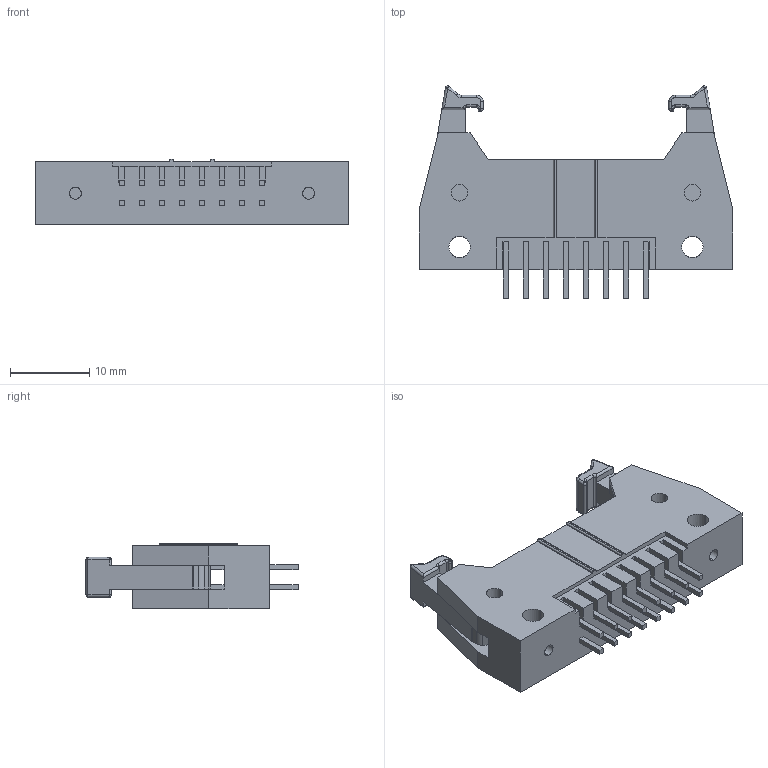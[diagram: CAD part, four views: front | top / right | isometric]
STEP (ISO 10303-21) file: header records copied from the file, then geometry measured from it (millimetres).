
FILE_DESCRIPTION (( 'STEP AP214' ), '1' );
FILE_NAME ('User Library-SCM-16.STEP', '2020-10-10T21:21:50', ( '' ), ( '' ), 'SwSTEP 2.0', 'SolidWorks 2020', '' );
FILE_SCHEMA (( 'AUTOMOTIVE_DESIGN' ));
Length unit declared in the file: millimetre
Products named in the file (3): Imported_2; Imported; User Library-SCM-16
Assembly tree (2 placements, depth 2):
  User Library-SCM-16
    Imported
    Imported_2
Bounding box: 39.62 x 26.84 x 8.3 mm (x, y, z)
Volume: 2906.3 mm3; surface area: 4122.7 mm2
Topology: 3 solids, 3 shells, 443 faces, 1158 edges, 736 vertices
Faces by surface type: plane 319, cylinder 96, bspline 28
Entity records: 19238 total; most frequent: CARTESIAN_POINT 3487, ORIENTED_EDGE 2292, DIRECTION 2106, EDGE_CURVE 1146, LINE 934, VECTOR 934, VERTEX_POINT 736, AXIS2_PLACEMENT_3D 586
